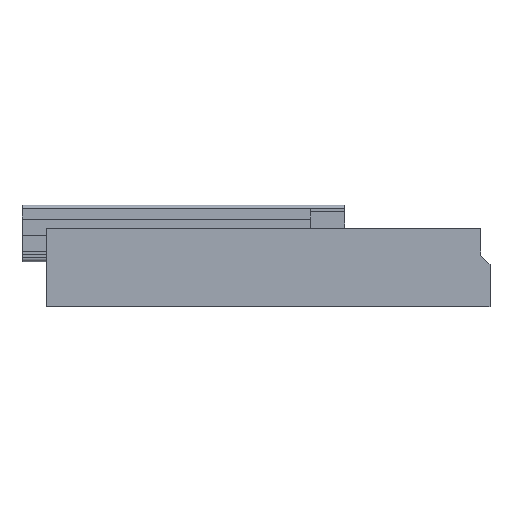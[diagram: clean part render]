
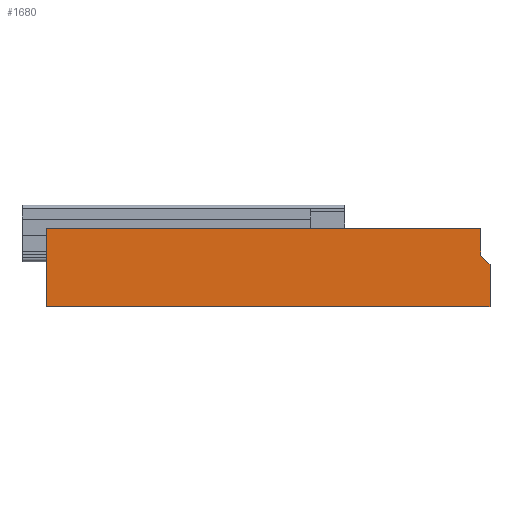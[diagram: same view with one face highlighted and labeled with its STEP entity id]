
A CAD part, front view. The second image highlights one B-rep face of the part: STEP entity #1680.
In plain terms, the highlighted planar face has unit normal (0, -1, 0).
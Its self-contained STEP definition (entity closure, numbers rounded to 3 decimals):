
#455 = CARTESIAN_POINT ( 'NONE',  ( 235., 0., 22.5 ) ) ;
#497 = ORIENTED_EDGE ( 'NONE', *, *, #4738, .F. ) ;
#743 = EDGE_CURVE ( 'NONE', #3157, #4740, #1134, .T. ) ;
#981 = VERTEX_POINT ( 'NONE', #6166 ) ;
#1134 = LINE ( 'NONE', #2272, #4104 ) ;
#1543 = ORIENTED_EDGE ( 'NONE', *, *, #4414, .T. ) ;
#1680 = ADVANCED_FACE ( 'NONE', ( #3151 ), #3243, .F. ) ;
#1741 = VECTOR ( 'NONE', #5976, 1000. ) ;
#1744 = CARTESIAN_POINT ( 'NONE',  ( 230., 0., 41.5 ) ) ;
#1880 = LINE ( 'NONE', #3930, #2440 ) ;
#2030 = VECTOR ( 'NONE', #2524, 1000. ) ;
#2128 = CARTESIAN_POINT ( 'NONE',  ( 235., 0., 41.5 ) ) ;
#2261 = ORIENTED_EDGE ( 'NONE', *, *, #6563, .F. ) ;
#2272 = CARTESIAN_POINT ( 'NONE',  ( 225.5, 0., 32. ) ) ;
#2440 = VECTOR ( 'NONE', #6530, 1000. ) ;
#2524 = DIRECTION ( 'NONE',  ( 0., 0., -1. ) ) ;
#2740 = DIRECTION ( 'NONE',  ( 0., 1., 0. ) ) ;
#2750 = EDGE_CURVE ( 'NONE', #3207, #3976, #5658, .T. ) ;
#2804 = LINE ( 'NONE', #4827, #5827 ) ;
#3002 = CARTESIAN_POINT ( 'NONE',  ( 230., 0., 27.5 ) ) ;
#3052 = CARTESIAN_POINT ( 'NONE',  ( 235., 0., 41.5 ) ) ;
#3144 = VECTOR ( 'NONE', #4146, 1000. ) ;
#3151 = FACE_OUTER_BOUND ( 'NONE', #5680, .T. ) ;
#3157 = VERTEX_POINT ( 'NONE', #3002 ) ;
#3207 = VERTEX_POINT ( 'NONE', #1744 ) ;
#3243 = PLANE ( 'NONE',  #4539 ) ;
#3277 = DIRECTION ( 'NONE',  ( -1., 0., 0. ) ) ;
#3315 = DIRECTION ( 'NONE',  ( 0.707, 0., -0.707 ) ) ;
#3362 = ORIENTED_EDGE ( 'NONE', *, *, #4210, .F. ) ;
#3521 = CARTESIAN_POINT ( 'NONE',  ( 0., 0., 0. ) ) ;
#3930 = CARTESIAN_POINT ( 'NONE',  ( 0., 0., 41.5 ) ) ;
#3976 = VERTEX_POINT ( 'NONE', #6167 ) ;
#4016 = LINE ( 'NONE', #6690, #2030 ) ;
#4104 = VECTOR ( 'NONE', #3315, 1000. ) ;
#4146 = DIRECTION ( 'NONE',  ( -1., 0., 0. ) ) ;
#4203 = DIRECTION ( 'NONE',  ( 0., 0., 1. ) ) ;
#4210 = EDGE_CURVE ( 'NONE', #981, #4375, #2804, .T. ) ;
#4375 = VERTEX_POINT ( 'NONE', #3521 ) ;
#4414 = EDGE_CURVE ( 'NONE', #3976, #4375, #1880, .T. ) ;
#4432 = LINE ( 'NONE', #5426, #1741 ) ;
#4539 = AXIS2_PLACEMENT_3D ( 'NONE', #2128, #2740, #4203 ) ;
#4610 = ORIENTED_EDGE ( 'NONE', *, *, #2750, .T. ) ;
#4738 = EDGE_CURVE ( 'NONE', #4740, #981, #4016, .T. ) ;
#4740 = VERTEX_POINT ( 'NONE', #455 ) ;
#4827 = CARTESIAN_POINT ( 'NONE',  ( 235., 0., 0. ) ) ;
#5377 = ORIENTED_EDGE ( 'NONE', *, *, #743, .F. ) ;
#5426 = CARTESIAN_POINT ( 'NONE',  ( 230., 0., 41.5 ) ) ;
#5658 = LINE ( 'NONE', #3052, #3144 ) ;
#5680 = EDGE_LOOP ( 'NONE', ( #2261, #4610, #1543, #3362, #497, #5377 ) ) ;
#5827 = VECTOR ( 'NONE', #3277, 1000. ) ;
#5976 = DIRECTION ( 'NONE',  ( 0., 0., -1. ) ) ;
#6166 = CARTESIAN_POINT ( 'NONE',  ( 235., 0., 0. ) ) ;
#6167 = CARTESIAN_POINT ( 'NONE',  ( 0., 0., 41.5 ) ) ;
#6530 = DIRECTION ( 'NONE',  ( 0., 0., -1. ) ) ;
#6563 = EDGE_CURVE ( 'NONE', #3207, #3157, #4432, .T. ) ;
#6690 = CARTESIAN_POINT ( 'NONE',  ( 235., 0., 41.5 ) ) ;
